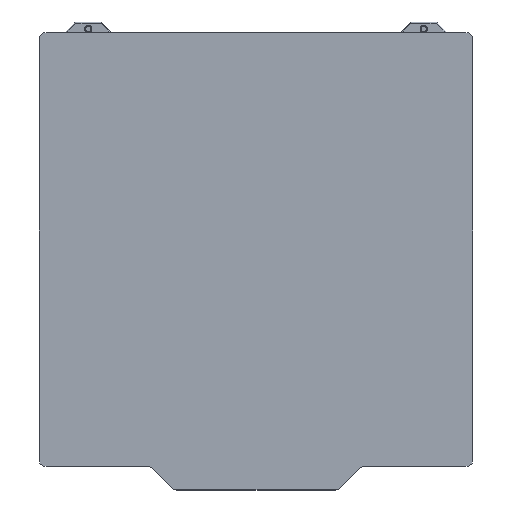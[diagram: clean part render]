
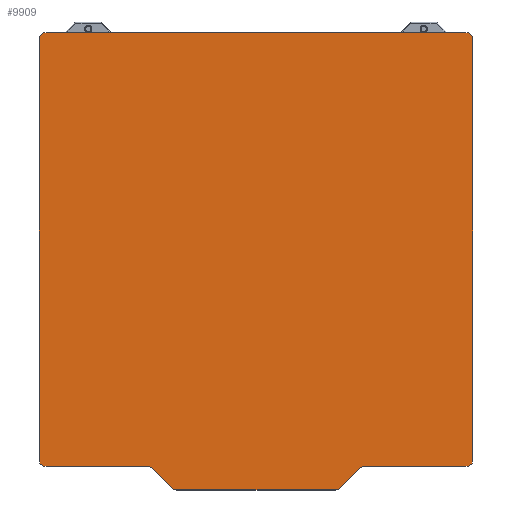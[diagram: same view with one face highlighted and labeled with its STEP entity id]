
A CAD part, top view. The second image highlights one B-rep face of the part: STEP entity #9909.
In plain terms, the highlighted planar face has unit normal (0, 0, 1).
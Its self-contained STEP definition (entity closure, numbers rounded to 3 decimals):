
#1239=LINE('',#19847,#2103);
#1249=LINE('',#19884,#2113);
#1254=LINE('',#19895,#2118);
#1257=LINE('',#19905,#2121);
#1260=LINE('',#19913,#2124);
#1263=LINE('',#19921,#2127);
#1265=LINE('',#19927,#2129);
#1266=LINE('',#19929,#2130);
#2103=VECTOR('',#13022,10.);
#2113=VECTOR('',#13054,10.);
#2118=VECTOR('',#13065,10.);
#2121=VECTOR('',#13078,10.);
#2124=VECTOR('',#13087,10.);
#2127=VECTOR('',#13096,10.);
#2129=VECTOR('',#13104,10.);
#2130=VECTOR('',#13107,10.);
#2950=FACE_OUTER_BOUND('',#3553,.T.);
#3553=EDGE_LOOP('',(#8820,#8821,#8822,#8823,#8824,#8825,#8826,#8827,#8828,
#8829,#8830,#8831,#8832,#8833,#8834,#8835));
#3870=CIRCLE('',#10757,3.);
#3871=CIRCLE('',#10760,3.);
#3879=CIRCLE('',#10771,3.);
#3880=CIRCLE('',#10774,3.);
#3881=CIRCLE('',#10776,3.);
#3882=CIRCLE('',#10779,3.);
#3883=CIRCLE('',#10782,3.);
#3884=CIRCLE('',#10785,3.);
#4711=VERTEX_POINT('',#19837);
#4712=VERTEX_POINT('',#19839);
#4714=VERTEX_POINT('',#19845);
#4715=VERTEX_POINT('',#19849);
#4716=VERTEX_POINT('',#19850);
#4730=VERTEX_POINT('',#19883);
#4731=VERTEX_POINT('',#19887);
#4732=VERTEX_POINT('',#19889);
#4733=VERTEX_POINT('',#19893);
#4734=VERTEX_POINT('',#19899);
#4735=VERTEX_POINT('',#19903);
#4736=VERTEX_POINT('',#19907);
#4737=VERTEX_POINT('',#19911);
#4738=VERTEX_POINT('',#19915);
#4739=VERTEX_POINT('',#19919);
#4740=VERTEX_POINT('',#19923);
#6078=EDGE_CURVE('',#4711,#4712,#3870,.T.);
#6082=EDGE_CURVE('',#4711,#4714,#1239,.T.);
#6083=EDGE_CURVE('',#4715,#4716,#3871,.T.);
#6100=EDGE_CURVE('',#4730,#4716,#1249,.T.);
#6103=EDGE_CURVE('',#4731,#4732,#3879,.T.);
#6106=EDGE_CURVE('',#4731,#4733,#1254,.T.);
#6107=EDGE_CURVE('',#4730,#4733,#3880,.T.);
#6108=EDGE_CURVE('',#4734,#4714,#3881,.T.);
#6111=EDGE_CURVE('',#4734,#4735,#1257,.T.);
#6112=EDGE_CURVE('',#4736,#4735,#3882,.T.);
#6115=EDGE_CURVE('',#4736,#4737,#1260,.T.);
#6116=EDGE_CURVE('',#4738,#4737,#3883,.T.);
#6119=EDGE_CURVE('',#4738,#4739,#1263,.T.);
#6120=EDGE_CURVE('',#4740,#4739,#3884,.T.);
#6122=EDGE_CURVE('',#4740,#4732,#1265,.T.);
#6123=EDGE_CURVE('',#4715,#4712,#1266,.T.);
#8820=ORIENTED_EDGE('',*,*,#6083,.F.);
#8821=ORIENTED_EDGE('',*,*,#6123,.T.);
#8822=ORIENTED_EDGE('',*,*,#6078,.F.);
#8823=ORIENTED_EDGE('',*,*,#6082,.T.);
#8824=ORIENTED_EDGE('',*,*,#6108,.F.);
#8825=ORIENTED_EDGE('',*,*,#6111,.T.);
#8826=ORIENTED_EDGE('',*,*,#6112,.F.);
#8827=ORIENTED_EDGE('',*,*,#6115,.T.);
#8828=ORIENTED_EDGE('',*,*,#6116,.F.);
#8829=ORIENTED_EDGE('',*,*,#6119,.T.);
#8830=ORIENTED_EDGE('',*,*,#6120,.F.);
#8831=ORIENTED_EDGE('',*,*,#6122,.T.);
#8832=ORIENTED_EDGE('',*,*,#6103,.F.);
#8833=ORIENTED_EDGE('',*,*,#6106,.T.);
#8834=ORIENTED_EDGE('',*,*,#6107,.F.);
#8835=ORIENTED_EDGE('',*,*,#6100,.T.);
#9374=PLANE('',#10788);
#9909=ADVANCED_FACE('',(#2950),#9374,.T.);
#10757=AXIS2_PLACEMENT_3D('',#19840,#13015,#13016);
#10760=AXIS2_PLACEMENT_3D('',#19851,#13025,#13026);
#10771=AXIS2_PLACEMENT_3D('',#19890,#13059,#13060);
#10774=AXIS2_PLACEMENT_3D('',#19897,#13068,#13069);
#10776=AXIS2_PLACEMENT_3D('',#19900,#13072,#13073);
#10779=AXIS2_PLACEMENT_3D('',#19908,#13081,#13082);
#10782=AXIS2_PLACEMENT_3D('',#19916,#13090,#13091);
#10785=AXIS2_PLACEMENT_3D('',#19924,#13099,#13100);
#10788=AXIS2_PLACEMENT_3D('',#19930,#13108,#13109);
#13015=DIRECTION('center_axis',(0.,0.,1.));
#13016=DIRECTION('ref_axis',(-0.383,0.924,0.));
#13022=DIRECTION('',(1.,0.,0.));
#13025=DIRECTION('center_axis',(0.,0.,-1.));
#13026=DIRECTION('ref_axis',(0.383,-0.924,0.));
#13054=DIRECTION('',(1.,0.,0.));
#13059=DIRECTION('center_axis',(0.,0.,1.));
#13060=DIRECTION('ref_axis',(0.383,0.924,0.));
#13065=DIRECTION('',(0.707,-0.707,0.));
#13068=DIRECTION('center_axis',(0.,0.,-1.));
#13069=DIRECTION('ref_axis',(-0.383,-0.924,0.));
#13072=DIRECTION('center_axis',(0.,0.,-1.));
#13073=DIRECTION('ref_axis',(0.707,-0.707,0.));
#13078=DIRECTION('',(0.,1.,0.));
#13081=DIRECTION('center_axis',(0.,0.,-1.));
#13082=DIRECTION('ref_axis',(0.707,0.707,0.));
#13087=DIRECTION('',(-1.,0.,0.));
#13090=DIRECTION('center_axis',(0.,0.,-1.));
#13091=DIRECTION('ref_axis',(-0.707,0.707,0.));
#13096=DIRECTION('',(0.,-1.,0.));
#13099=DIRECTION('center_axis',(0.,0.,-1.));
#13100=DIRECTION('ref_axis',(-0.707,-0.707,0.));
#13104=DIRECTION('',(1.,0.,0.));
#13107=DIRECTION('',(0.707,0.707,0.));
#13108=DIRECTION('center_axis',(0.,0.,1.));
#13109=DIRECTION('ref_axis',(1.,0.,0.));
#19837=CARTESIAN_POINT('',(46.243,-93.5,2.45));
#19839=CARTESIAN_POINT('',(44.121,-94.379,2.45));
#19840=CARTESIAN_POINT('Origin',(46.243,-96.5,2.45));
#19845=CARTESIAN_POINT('',(89.5,-93.5,2.45));
#19847=CARTESIAN_POINT('',(45.,-93.5,2.45));
#19849=CARTESIAN_POINT('',(35.879,-102.621,2.45));
#19850=CARTESIAN_POINT('',(33.757,-103.5,2.45));
#19851=CARTESIAN_POINT('Origin',(33.757,-100.5,2.45));
#19883=CARTESIAN_POINT('',(-33.757,-103.5,2.45));
#19884=CARTESIAN_POINT('',(-35.,-103.5,2.45));
#19887=CARTESIAN_POINT('',(-44.121,-94.379,2.45));
#19889=CARTESIAN_POINT('',(-46.243,-93.5,2.45));
#19890=CARTESIAN_POINT('Origin',(-46.243,-96.5,2.45));
#19893=CARTESIAN_POINT('',(-35.879,-102.621,2.45));
#19895=CARTESIAN_POINT('',(-45.,-93.5,2.45));
#19897=CARTESIAN_POINT('Origin',(-33.757,-100.5,2.45));
#19899=CARTESIAN_POINT('',(92.5,-90.5,2.45));
#19900=CARTESIAN_POINT('Origin',(89.5,-90.5,2.45));
#19903=CARTESIAN_POINT('',(92.5,88.5,2.45));
#19905=CARTESIAN_POINT('',(92.5,91.5,2.45));
#19907=CARTESIAN_POINT('',(89.5,91.5,2.45));
#19908=CARTESIAN_POINT('Origin',(89.5,88.5,2.45));
#19911=CARTESIAN_POINT('',(-89.5,91.5,2.45));
#19913=CARTESIAN_POINT('',(-92.5,91.5,2.45));
#19915=CARTESIAN_POINT('',(-92.5,88.5,2.45));
#19916=CARTESIAN_POINT('Origin',(-89.5,88.5,2.45));
#19919=CARTESIAN_POINT('',(-92.5,-90.5,2.45));
#19921=CARTESIAN_POINT('',(-92.5,-93.5,2.45));
#19923=CARTESIAN_POINT('',(-89.5,-93.5,2.45));
#19924=CARTESIAN_POINT('Origin',(-89.5,-90.5,2.45));
#19927=CARTESIAN_POINT('',(-45.,-93.5,2.45));
#19929=CARTESIAN_POINT('',(35.,-103.5,2.45));
#19930=CARTESIAN_POINT('Origin',(0.,-6.,
2.45));
